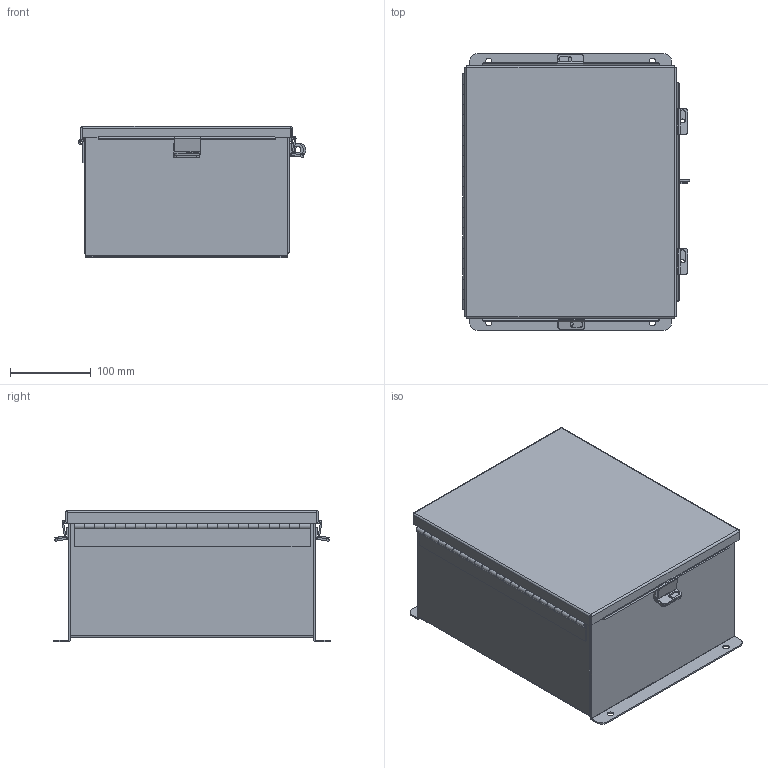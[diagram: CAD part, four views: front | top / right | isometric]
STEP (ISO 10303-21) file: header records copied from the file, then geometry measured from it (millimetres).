
FILE_DESCRIPTION (( 'STEP AP203' ), '1' );
FILE_NAME ('N121006CHNFSSWP.STEP', '2014-02-28T14:33:15', ( 'changeme' ), ( 'Microsoft' ), 'SwSTEP 2.0', 'SolidWorks 2013', '' );
FILE_SCHEMA (( 'CONFIG_CONTROL_DESIGN' ));
Length unit declared in the file: inch
Products named in the file (15): N121006CHNFSSWP JIC Bottom; N121006CHNFSSWP Hinge Cover Side JIC; N121006CHNFSSWP HW-CD-S-25020-034; N121006CHNFSSWP _JIC Hinge; N121006CHNFSSWP JIC_Cover_Template; N121006CHNFSSWP JIC_Standoff; HW-CLH-JH-20154; N121006CHNFSSWP JIC Backpanel; HW-CLH-JH-20104; N121006CHNFSSWP JIC Clamp Bracket; N121006CHNFSSWP; N121006CHNFSSWP JIC Cover Clamp; N121006CHNFSSWP JIC Enclosure Template; N121006CHNFSSWP JIC Top; N121006CHNFSSWP Hinge Body Side
Assembly tree (24 placements, depth 3):
  N121006CHNFSSWP
    N121006CHNFSSWP JIC Enclosure Template
    N121006CHNFSSWP _JIC Hinge
      N121006CHNFSSWP Hinge Body Side
      N121006CHNFSSWP Hinge Cover Side JIC
    N121006CHNFSSWP JIC_Cover_Template
    N121006CHNFSSWP JIC_Standoff  x4
    N121006CHNFSSWP JIC Backpanel
    N121006CHNFSSWP JIC Clamp Bracket  x4
    N121006CHNFSSWP JIC Cover Clamp  x4
    N121006CHNFSSWP JIC Top
    N121006CHNFSSWP JIC Bottom
    N121006CHNFSSWP HW-CD-S-25020-034  x2
    HW-CLH-JH-20154
    HW-CLH-JH-20104
Bounding box: 281.22 x 342.28 x 162.3 mm (x, y, z)
Volume: 849815.6 mm3; surface area: 913777.4 mm2
Topology: 23 solids, 23 shells, 702 faces, 1655 edges, 1005 vertices
Faces by surface type: plane 435, cylinder 247, bspline 8, torus 8, cone 4
Entity records: 17659 total; most frequent: CARTESIAN_POINT 3058, DIRECTION 2752, ORIENTED_EDGE 2578, EDGE_CURVE 1289, AXIS2_PLACEMENT_3D 929, VECTOR 894, LINE 894, VERTEX_POINT 787
